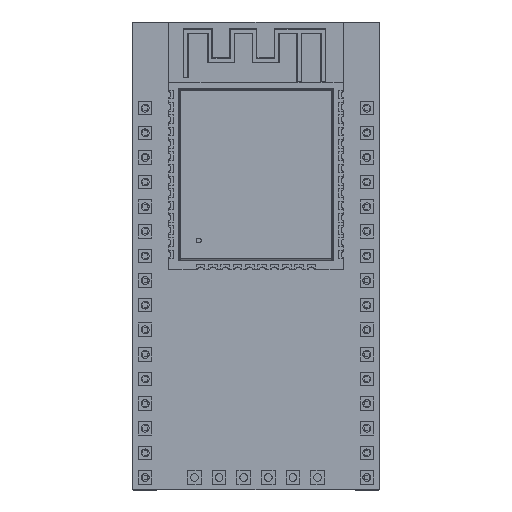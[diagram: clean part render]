
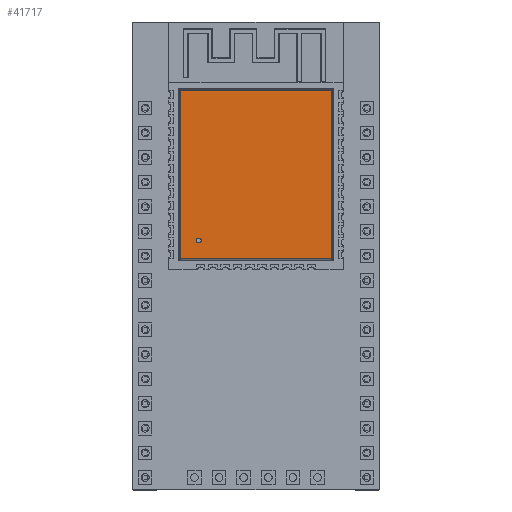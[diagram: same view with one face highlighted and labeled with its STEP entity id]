
A CAD part, top view. The second image highlights one B-rep face of the part: STEP entity #41717.
In plain terms, the highlighted face is planar.
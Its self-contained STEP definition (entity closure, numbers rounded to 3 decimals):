
#788=FACE_BOUND('',#6411,.T.);
#1398=PLANE('',#44696);
#3718=FACE_OUTER_BOUND('',#6410,.T.);
#6410=EDGE_LOOP('',(#31788,#31789,#31790,#31791));
#6411=EDGE_LOOP('',(#31792));
#9503=LINE('',#60866,#14829);
#9504=LINE('',#60868,#14830);
#9505=LINE('',#60870,#14831);
#9506=LINE('',#60871,#14832);
#14829=VECTOR('',#49540,1000.);
#14830=VECTOR('',#49541,1000.);
#14831=VECTOR('',#49542,1000.);
#14832=VECTOR('',#49543,1000.);
#19311=CIRCLE('',#44681,0.25);
#20391=VERTEX_POINT('',#60794);
#20416=VERTEX_POINT('',#60864);
#20417=VERTEX_POINT('',#60865);
#20418=VERTEX_POINT('',#60867);
#20419=VERTEX_POINT('',#60869);
#24672=EDGE_CURVE('',#20391,#20391,#19311,.T.);
#24705=EDGE_CURVE('',#20416,#20417,#9503,.T.);
#24706=EDGE_CURVE('',#20417,#20418,#9504,.T.);
#24707=EDGE_CURVE('',#20418,#20419,#9505,.T.);
#24708=EDGE_CURVE('',#20419,#20416,#9506,.T.);
#31788=ORIENTED_EDGE('',*,*,#24705,.T.);
#31789=ORIENTED_EDGE('',*,*,#24706,.T.);
#31790=ORIENTED_EDGE('',*,*,#24707,.T.);
#31791=ORIENTED_EDGE('',*,*,#24708,.T.);
#31792=ORIENTED_EDGE('',*,*,#24672,.F.);
#41717=ADVANCED_FACE('',(#3718,#788),#1398,.T.);
#44681=AXIS2_PLACEMENT_3D('',#60796,#49480,#49481);
#44696=AXIS2_PLACEMENT_3D('',#60863,#49538,#49539);
#49480=DIRECTION('center_axis',(0.,1.,0.));
#49481=DIRECTION('ref_axis',(1.,0.,0.));
#49538=DIRECTION('center_axis',(0.,1.,0.));
#49539=DIRECTION('ref_axis',(1.,0.,0.));
#49540=DIRECTION('',(1.,0.,0.));
#49541=DIRECTION('',(0.,0.,-1.));
#49542=DIRECTION('',(-1.,0.,0.));
#49543=DIRECTION('',(0.,0.,1.));
#60794=CARTESIAN_POINT('',(-6.15,3.25,9.795));
#60796=CARTESIAN_POINT('Origin',(-5.9,3.25,9.795));
#60863=CARTESIAN_POINT('Origin',(0.,3.25,0.));
#60864=CARTESIAN_POINT('',(-7.8,3.25,11.695));
#60865=CARTESIAN_POINT('',(7.8,3.25,11.695));
#60866=CARTESIAN_POINT('',(7.9,3.25,11.695));
#60867=CARTESIAN_POINT('',(7.8,3.25,-5.705));
#60868=CARTESIAN_POINT('',(7.8,3.25,-5.805));
#60869=CARTESIAN_POINT('',(-7.8,3.25,-5.705));
#60870=CARTESIAN_POINT('',(-7.9,3.25,-5.705));
#60871=CARTESIAN_POINT('',(-7.8,3.25,11.795));
